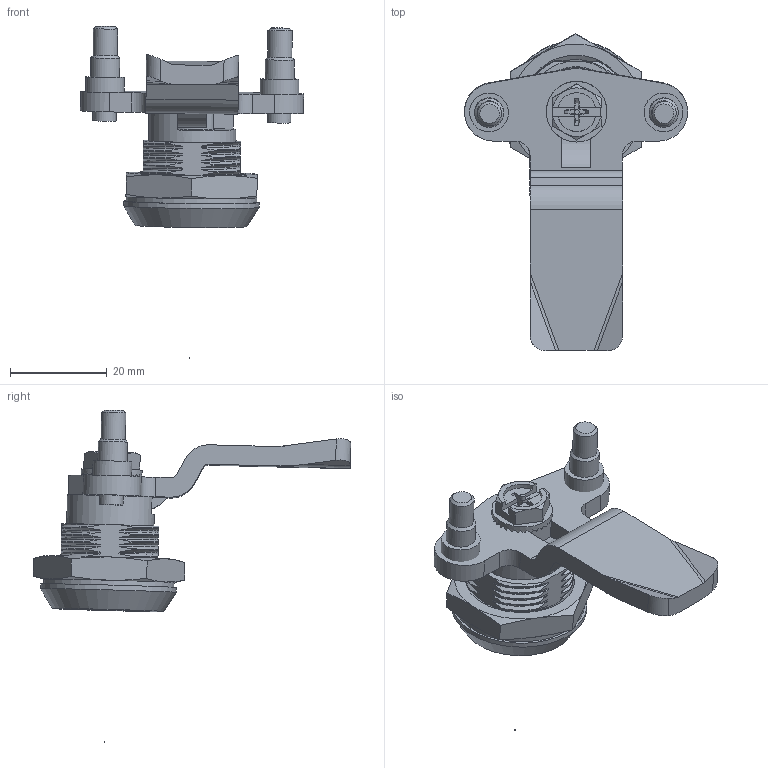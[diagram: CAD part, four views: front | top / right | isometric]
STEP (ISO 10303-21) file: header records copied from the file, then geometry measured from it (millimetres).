
FILE_DESCRIPTION(('STEP AP203'),'1');
FILE_NAME('060.1.F.15.01.step','2021-02-12T06:08:17',(' '),(' '),'Spatial InterOp 3D',' ',' ');
FILE_SCHEMA(('CONFIG_CONTROL_DESIGN'));
Length unit declared in the file: millimetre
Products named in the file (14): 1; 2; 3; 4; 5; 6; 7; 8; 9; 10; 11; 12; 13; 14
Bounding box: 46.04 x 65.44 x 68.45 mm (x, y, z)
Volume: 15182.7 mm3; surface area: 14278.4 mm2
Topology: 14 solids, 14 shells, 486 faces, 1339 edges, 896 vertices
Faces by surface type: plane 251, bspline 116, cylinder 91, cone 27, torus 1
Full cylindrical faces by diameter (mm): 0.1 x1, 1 x1, 1.96 x1, 4.8 x2, 5 x5, 5.2 x1, 6 x2, 8 x2, 10 x1, 11.8 x1, 12.4 x1, 12.5 x1, 15.3 x1, 15.8 x1, 16 x1, 18 x1, 27 x1, 28 x1
Entity records: 20415 total; most frequent: CARTESIAN_POINT 9150, ORIENTED_EDGE 2594, DIRECTION 1726, EDGE_CURVE 1297, VERTEX_POINT 889, AXIS2_PLACEMENT_3D 578, LINE 570, VECTOR 570
